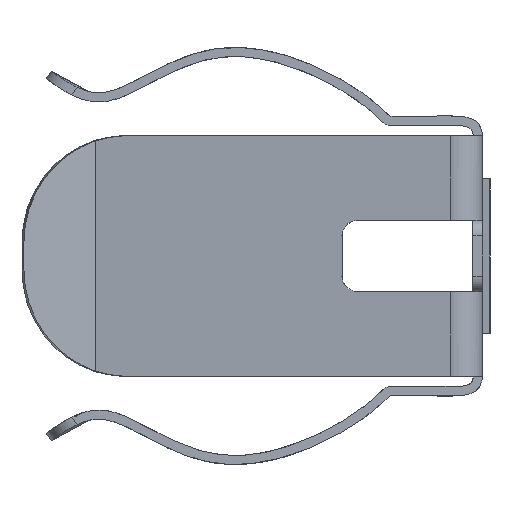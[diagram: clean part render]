
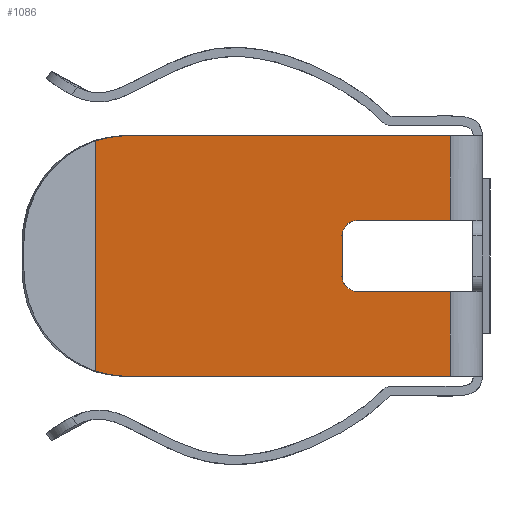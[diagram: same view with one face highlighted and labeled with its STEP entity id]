
A CAD part, left-side view. The second image highlights one B-rep face of the part: STEP entity #1086.
In plain terms, the highlighted face is planar.
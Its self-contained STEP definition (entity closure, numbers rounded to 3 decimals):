
#27=ELLIPSE('',#1183,3.671,3.5);
#30=ELLIPSE('',#1194,3.671,3.5);
#36=B_SPLINE_CURVE_WITH_KNOTS('',3,(#1588,#1589,#1590,#1591,#1592,#1593,
#1594,#1595,#1596,#1597),.UNSPECIFIED.,.F.,.F.,(4,2,2,2,4),(-0.304,
-0.286,-0.267,-0.248,-0.228),
 .UNSPECIFIED.);
#38=B_SPLINE_CURVE_WITH_KNOTS('',3,(#1625,#1626,#1627,#1628,#1629,#1630,
#1631,#1632,#1633,#1634),.UNSPECIFIED.,.F.,.F.,(4,2,2,2,4),(-0.076,
-0.056,-0.037,-0.018,0.),
 .UNSPECIFIED.);
#77=PLANE('',#1195);
#126=FACE_OUTER_BOUND('',#189,.T.);
#189=EDGE_LOOP('',(#846,#847,#848,#849,#850,#851,#852,#853,#854,#855,#856,
#857));
#232=LINE('',#1621,#326);
#233=LINE('',#1650,#327);
#278=LINE('',#1777,#372);
#279=LINE('',#1779,#373);
#280=LINE('',#1780,#374);
#281=LINE('',#1782,#375);
#282=LINE('',#1783,#376);
#283=LINE('',#1784,#377);
#326=VECTOR('',#1284,10.);
#327=VECTOR('',#1293,10.);
#372=VECTOR('',#1406,10.);
#373=VECTOR('',#1407,10.);
#374=VECTOR('',#1408,10.);
#375=VECTOR('',#1409,10.);
#376=VECTOR('',#1410,10.);
#377=VECTOR('',#1411,10.);
#463=VERTEX_POINT('',#1586);
#464=VERTEX_POINT('',#1587);
#470=VERTEX_POINT('',#1619);
#471=VERTEX_POINT('',#1623);
#472=VERTEX_POINT('',#1624);
#507=VERTEX_POINT('',#1736);
#508=VERTEX_POINT('',#1737);
#520=VERTEX_POINT('',#1770);
#521=VERTEX_POINT('',#1772);
#522=VERTEX_POINT('',#1776);
#523=VERTEX_POINT('',#1778);
#524=VERTEX_POINT('',#1781);
#570=EDGE_CURVE('',#463,#464,#36,.T.);
#578=EDGE_CURVE('',#470,#464,#232,.T.);
#579=EDGE_CURVE('',#471,#472,#38,.T.);
#583=EDGE_CURVE('',#463,#472,#233,.T.);
#626=EDGE_CURVE('',#507,#508,#27,.T.);
#644=EDGE_CURVE('',#521,#520,#30,.T.);
#646=EDGE_CURVE('',#522,#508,#278,.T.);
#647=EDGE_CURVE('',#522,#523,#279,.T.);
#648=EDGE_CURVE('',#471,#523,#280,.T.);
#649=EDGE_CURVE('',#470,#524,#281,.T.);
#650=EDGE_CURVE('',#524,#521,#282,.T.);
#651=EDGE_CURVE('',#507,#520,#283,.T.);
#846=ORIENTED_EDGE('',*,*,#626,.T.);
#847=ORIENTED_EDGE('',*,*,#646,.F.);
#848=ORIENTED_EDGE('',*,*,#647,.T.);
#849=ORIENTED_EDGE('',*,*,#648,.F.);
#850=ORIENTED_EDGE('',*,*,#579,.T.);
#851=ORIENTED_EDGE('',*,*,#583,.F.);
#852=ORIENTED_EDGE('',*,*,#570,.T.);
#853=ORIENTED_EDGE('',*,*,#578,.F.);
#854=ORIENTED_EDGE('',*,*,#649,.T.);
#855=ORIENTED_EDGE('',*,*,#650,.T.);
#856=ORIENTED_EDGE('',*,*,#644,.T.);
#857=ORIENTED_EDGE('',*,*,#651,.F.);
#1086=ADVANCED_FACE('',(#126),#77,.F.);
#1183=AXIS2_PLACEMENT_3D('',#1738,#1368,#1369);
#1194=AXIS2_PLACEMENT_3D('',#1773,#1401,#1402);
#1195=AXIS2_PLACEMENT_3D('',#1775,#1404,#1405);
#1284=DIRECTION('',(0.,0.089,-0.996));
#1293=DIRECTION('',(1.,0.,0.));
#1368=DIRECTION('center_axis',(0.,-0.996,
-0.089));
#1369=DIRECTION('ref_axis',(0.,0.089,-0.996));
#1401=DIRECTION('center_axis',(0.,-0.996,
-0.089));
#1402=DIRECTION('ref_axis',(0.,0.089,-0.996));
#1404=DIRECTION('center_axis',(0.,0.996,0.089));
#1405=DIRECTION('ref_axis',(0.,0.089,-0.996));
#1406=DIRECTION('',(0.,0.089,-0.996));
#1407=DIRECTION('',(-1.,0.,0.));
#1408=DIRECTION('',(0.,-0.089,0.996));
#1409=DIRECTION('',(-1.,0.,0.));
#1410=DIRECTION('',(0.,0.089,-0.996));
#1411=DIRECTION('',(-1.,0.,0.));
#1586=CARTESIAN_POINT('',(-0.67,3.56,-4.602));
#1587=CARTESIAN_POINT('',(-1.17,3.513,-4.082));
#1588=CARTESIAN_POINT('Ctrl Pts',(-0.67,3.56,-4.602));
#1589=CARTESIAN_POINT('Ctrl Pts',(-0.731,3.56,-4.602));
#1590=CARTESIAN_POINT('Ctrl Pts',(-0.802,3.558,-4.588));
#1591=CARTESIAN_POINT('Ctrl Pts',(-0.916,3.554,-4.54));
#1592=CARTESIAN_POINT('Ctrl Pts',(-0.977,3.55,-4.498));
#1593=CARTESIAN_POINT('Ctrl Pts',(-1.065,3.542,-4.408));
#1594=CARTESIAN_POINT('Ctrl Pts',(-1.107,3.536,-4.344));
#1595=CARTESIAN_POINT('Ctrl Pts',(-1.155,3.526,-4.224));
#1596=CARTESIAN_POINT('Ctrl Pts',(-1.17,3.519,-4.147));
#1597=CARTESIAN_POINT('Ctrl Pts',(-1.17,3.513,-4.082));
#1619=CARTESIAN_POINT('',(-1.17,3.241,-1.046));
#1621=CARTESIAN_POINT('',(-1.17,3.213,-0.726));
#1623=CARTESIAN_POINT('',(1.17,3.513,-4.082));
#1624=CARTESIAN_POINT('',(0.67,3.56,-4.602));
#1625=CARTESIAN_POINT('Ctrl Pts',(1.17,3.513,-4.082));
#1626=CARTESIAN_POINT('Ctrl Pts',(1.17,3.519,-4.147));
#1627=CARTESIAN_POINT('Ctrl Pts',(1.155,3.526,-4.224));
#1628=CARTESIAN_POINT('Ctrl Pts',(1.107,3.536,-4.344));
#1629=CARTESIAN_POINT('Ctrl Pts',(1.065,3.542,-4.408));
#1630=CARTESIAN_POINT('Ctrl Pts',(0.977,3.55,-4.498));
#1631=CARTESIAN_POINT('Ctrl Pts',(0.916,3.554,-4.54));
#1632=CARTESIAN_POINT('Ctrl Pts',(0.802,3.558,-4.588));
#1633=CARTESIAN_POINT('Ctrl Pts',(0.731,3.56,-4.602));
#1634=CARTESIAN_POINT('Ctrl Pts',(0.67,3.56,-4.602));
#1650=CARTESIAN_POINT('',(0.,3.56,-4.602));
#1736=CARTESIAN_POINT('',(3.782,4.286,-12.725));
#1737=CARTESIAN_POINT('',(3.96,4.183,-11.573));
#1738=CARTESIAN_POINT('Origin',(0.46,4.183,-11.573));
#1770=CARTESIAN_POINT('',(-3.782,4.286,-12.725));
#1772=CARTESIAN_POINT('',(-3.96,4.183,-11.573));
#1773=CARTESIAN_POINT('Origin',(-0.46,4.183,-11.573));
#1775=CARTESIAN_POINT('Origin',(3.96,3.241,-1.046));
#1776=CARTESIAN_POINT('',(3.96,3.241,-1.046));
#1777=CARTESIAN_POINT('',(3.96,3.241,-1.046));
#1778=CARTESIAN_POINT('',(1.17,3.241,-1.046));
#1779=CARTESIAN_POINT('',(3.96,3.241,-1.046));
#1780=CARTESIAN_POINT('',(1.17,3.195,-0.532));
#1781=CARTESIAN_POINT('',(-3.96,3.241,-1.046));
#1782=CARTESIAN_POINT('',(3.96,3.241,-1.046));
#1783=CARTESIAN_POINT('',(-3.96,3.241,-1.046));
#1784=CARTESIAN_POINT('',(3.96,4.286,-12.725));
